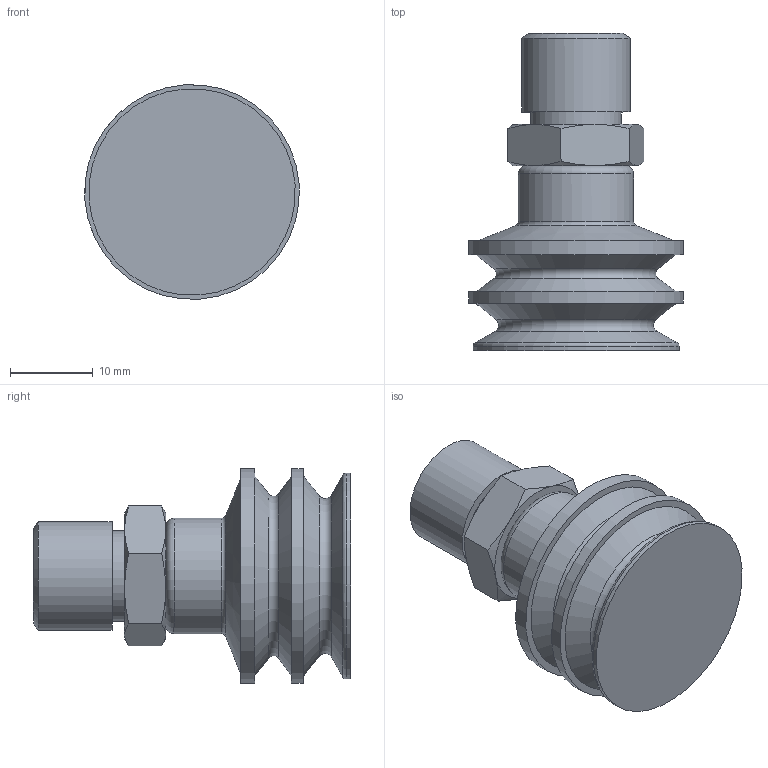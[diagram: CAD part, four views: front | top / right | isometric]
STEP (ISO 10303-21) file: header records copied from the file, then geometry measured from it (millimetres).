
FILE_DESCRIPTION(/* description */ (''),/* implementation_level */ '2;1');
FILE_NAME(/* name */ 'vf25nat_rac15rm5m.stp',/* time_stamp */ '2024-05-15T12:07:33+02:00',/* author */ ('enginyeria3'),/* organization */ (''),/* preprocessor_version */ 'ST-DEVELOPER v20',/* originating_system */ 'Autodesk Inventor 2024',/* authorisation */ '');
FILE_SCHEMA (('AUTOMOTIVE_DESIGN { 1 0 10303 214 3 1 1 }'));
Length unit declared in the file: millimetre
Products named in the file (1): Pieza28
Bounding box: 25.93 x 38.37 x 25.93 mm (x, y, z)
Volume: 9390.4 mm3; surface area: 3840.6 mm2
Topology: 1 solids, 1 shells, 47 faces, 100 edges, 62 vertices
Faces by surface type: cone 20, plane 15, cylinder 7, torus 5
Full cylindrical faces by diameter (mm): 2.5 x1, 11 x1, 13.157 x1, 14 x1, 25 x1, 26 x2
Entity records: 1355 total; most frequent: CARTESIAN_POINT 257, DIRECTION 225, ORIENTED_EDGE 198, AXIS2_PLACEMENT_3D 102, EDGE_CURVE 99, VERTEX_POINT 62, EDGE_LOOP 55, CIRCLE 54
